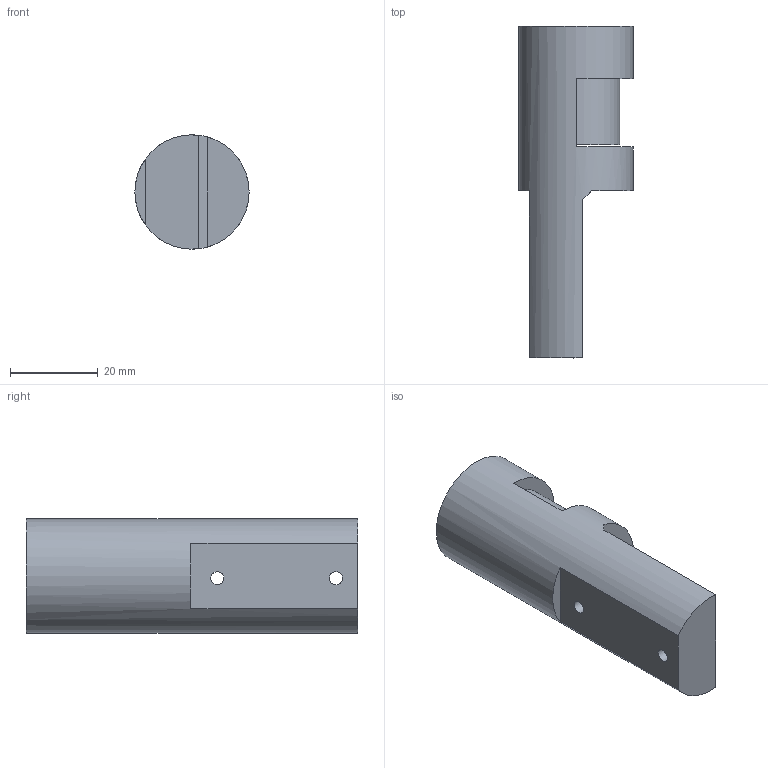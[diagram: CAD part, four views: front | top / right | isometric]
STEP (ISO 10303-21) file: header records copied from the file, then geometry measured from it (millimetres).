
FILE_DESCRIPTION(/* description */ (''),/* implementation_level */ '2;1');
FILE_NAME(/* name */ 'magnet assembly.stp',/* time_stamp */ '2022-03-11T13:53:32+00:00',/* author */ ('piers'),/* organization */ (''),/* preprocessor_version */ 'ST-DEVELOPER v18.1',/* originating_system */ 'Autodesk Inventor 2022',/* authorisation */ '');
FILE_SCHEMA (('AUTOMOTIVE_DESIGN { 1 0 10303 214 3 1 1 }'));
Length unit declared in the file: millimetre
Products named in the file (3): magnet assembly; Tapered guide; Magnet
Assembly tree (2 placements, depth 2):
  magnet assembly
    Tapered guide
    Magnet
Bounding box: 26 x 75.5 x 26 mm (x, y, z)
Volume: 25955.9 mm3; surface area: 9530 mm2
Topology: 2 solids, 2 shells, 19 faces, 45 edges, 30 vertices
Faces by surface type: plane 13, cylinder 5, cone 1
Full cylindrical faces by diameter (mm): 3 x2, 20 x1, 26 x1
Entity records: 687 total; most frequent: DIRECTION 115, CARTESIAN_POINT 99, ORIENTED_EDGE 90, AXIS2_PLACEMENT_3D 46, EDGE_CURVE 45, VERTEX_POINT 30, EDGE_LOOP 25, LINE 23
